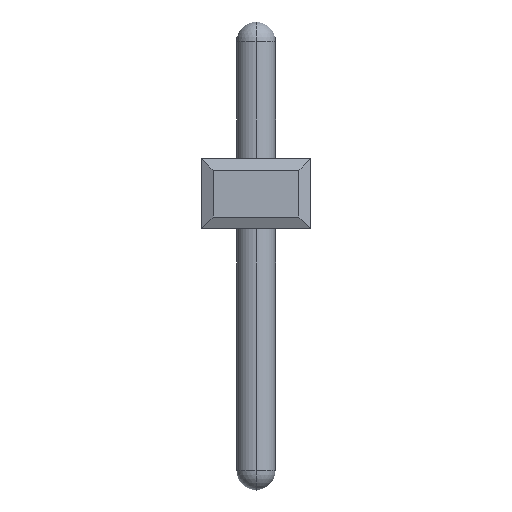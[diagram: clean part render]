
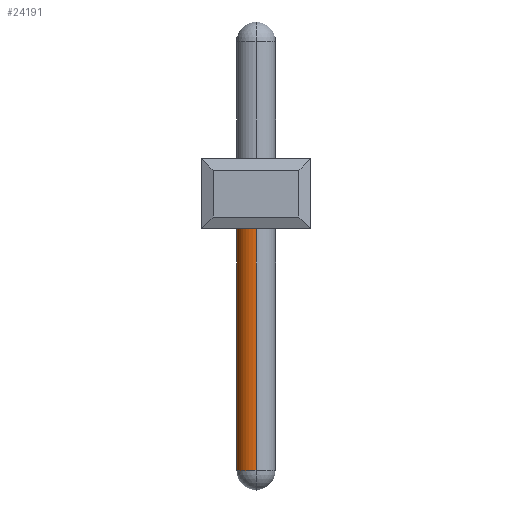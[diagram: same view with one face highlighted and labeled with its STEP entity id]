
A CAD part, front view. The second image highlights one B-rep face of the part: STEP entity #24191.
In plain terms, the highlighted cylindrical face has radius 0.5 mm (diameter 1 mm), a partial arc.
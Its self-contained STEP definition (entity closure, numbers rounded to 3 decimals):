
#8407=CARTESIAN_POINT('',(1.4,-96.25,0.2));
#8408=DIRECTION('',(0.,0.,1.));
#8409=DIRECTION('',(0.,1.,0.));
#8410=AXIS2_PLACEMENT_3D('',#8407,#8408,#8409);
#8421=CARTESIAN_POINT('',(1.4,-96.25,-6.2));
#8422=DIRECTION('',(0.,0.,1.));
#8423=DIRECTION('',(0.,1.,0.));
#8424=AXIS2_PLACEMENT_3D('',#8421,#8422,#8423);
#8426=DIRECTION('',(0.,0.,1.));
#8427=VECTOR('',#8426,6.4);
#8428=CARTESIAN_POINT('',(1.4,-95.75,-6.2));
#8429=LINE('',#8428,#8427);
#8435=DIRECTION('',(0.,0.,1.));
#8436=VECTOR('',#8435,6.4);
#8437=CARTESIAN_POINT('',(1.4,-96.75,-6.2));
#8438=LINE('',#8437,#8436);
#10766=CARTESIAN_POINT('',(1.4,-95.75,-6.2));
#10768=VERTEX_POINT('',#10766);
#10773=CARTESIAN_POINT('',(1.4,-96.75,-6.2));
#10774=VERTEX_POINT('',#10773);
#10777=CARTESIAN_POINT('',(1.4,-95.75,0.2));
#10778=CARTESIAN_POINT('',(1.4,-96.75,0.2));
#10779=VERTEX_POINT('',#10777);
#10780=VERTEX_POINT('',#10778);
#24177=CARTESIAN_POINT('',(1.4,-96.25,-7.3));
#24178=DIRECTION('',(0.,0.,1.));
#24179=DIRECTION('',(0.,1.,0.));
#24180=AXIS2_PLACEMENT_3D('',#24177,#24178,#24179);
#24181=CYLINDRICAL_SURFACE('',#24180,0.5);
#24182=ORIENTED_EDGE('',*,*,#24158,.T.);
#24184=ORIENTED_EDGE('',*,*,#24183,.F.);
#24186=ORIENTED_EDGE('',*,*,#24185,.F.);
#24188=ORIENTED_EDGE('',*,*,#24187,.T.);
#24189=EDGE_LOOP('',(#24182,#24184,#24186,#24188));
#24190=FACE_OUTER_BOUND('',#24189,.F.);
#24191=ADVANCED_FACE('',(#24190),#24181,.T.);
#8411=CIRCLE('',#8410,0.5);
#8425=CIRCLE('',#8424,0.5);
#24158=EDGE_CURVE('',#10779,#10780,#8411,.T.);
#24183=EDGE_CURVE('',#10774,#10780,#8438,.T.);
#24185=EDGE_CURVE('',#10768,#10774,#8425,.T.);
#24187=EDGE_CURVE('',#10768,#10779,#8429,.T.);
